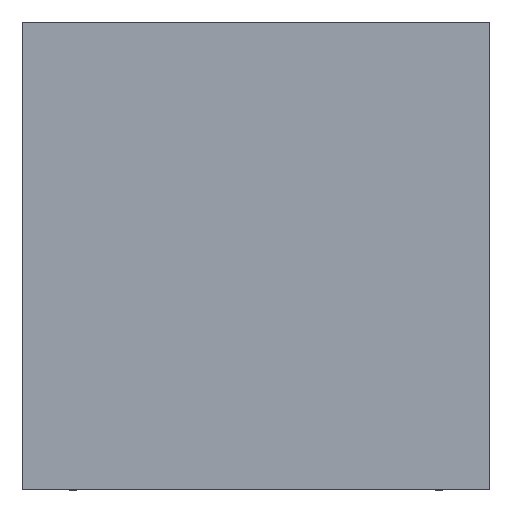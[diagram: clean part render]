
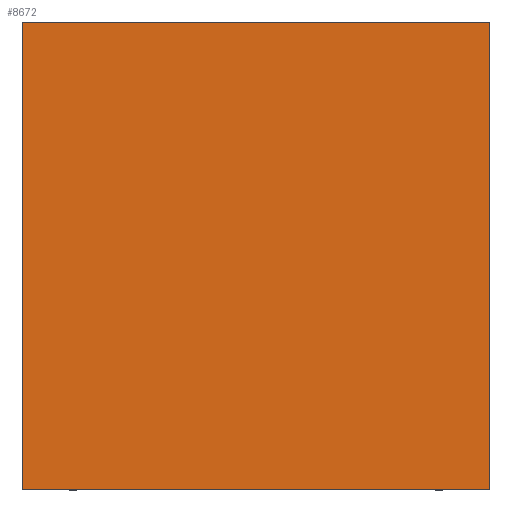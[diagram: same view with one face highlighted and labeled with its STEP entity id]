
A CAD part, top view. The second image highlights one B-rep face of the part: STEP entity #8672.
In plain terms, the highlighted planar face has unit normal (0, 0, 1).
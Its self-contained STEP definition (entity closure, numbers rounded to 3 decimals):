
#8638 = VERTEX_POINT('',#8639);
#8639 = CARTESIAN_POINT('',(-60.,-60.,3.5));
#8655 = VERTEX_POINT('',#8656);
#8656 = CARTESIAN_POINT('',(60.,-60.,3.5));
#8662 = EDGE_CURVE('',#8638,#8655,#8663,.T.);
#8663 = LINE('',#8664,#8665);
#8664 = CARTESIAN_POINT('',(-60.,-60.,3.5));
#8665 = VECTOR('',#8666,1.);
#8666 = DIRECTION('',(1.,0.,0.));
#8672 = ADVANCED_FACE('',(#8673),#8698,.T.);
#8673 = FACE_BOUND('',#8674,.T.);
#8674 = EDGE_LOOP('',(#8675,#8683,#8684,#8692));
#8675 = ORIENTED_EDGE('',*,*,#8676,.T.);
#8676 = EDGE_CURVE('',#8677,#8638,#8679,.T.);
#8677 = VERTEX_POINT('',#8678);
#8678 = CARTESIAN_POINT('',(-60.,60.,3.5));
#8679 = LINE('',#8680,#8681);
#8680 = CARTESIAN_POINT('',(-60.,60.,3.5));
#8681 = VECTOR('',#8682,1.);
#8682 = DIRECTION('',(0.,-1.,0.));
#8683 = ORIENTED_EDGE('',*,*,#8662,.T.);
#8684 = ORIENTED_EDGE('',*,*,#8685,.T.);
#8685 = EDGE_CURVE('',#8655,#8686,#8688,.T.);
#8686 = VERTEX_POINT('',#8687);
#8687 = CARTESIAN_POINT('',(60.,60.,3.5));
#8688 = LINE('',#8689,#8690);
#8689 = CARTESIAN_POINT('',(60.,-60.,3.5));
#8690 = VECTOR('',#8691,1.);
#8691 = DIRECTION('',(0.,1.,0.));
#8692 = ORIENTED_EDGE('',*,*,#8693,.T.);
#8693 = EDGE_CURVE('',#8686,#8677,#8694,.T.);
#8694 = LINE('',#8695,#8696);
#8695 = CARTESIAN_POINT('',(60.,60.,3.5));
#8696 = VECTOR('',#8697,1.);
#8697 = DIRECTION('',(-1.,0.,0.));
#8698 = PLANE('',#8699);
#8699 = AXIS2_PLACEMENT_3D('',#8700,#8701,#8702);
#8700 = CARTESIAN_POINT('',(0.,0.,3.5));
#8701 = DIRECTION('',(0.,0.,1.));
#8702 = DIRECTION('',(1.,0.,0.));
